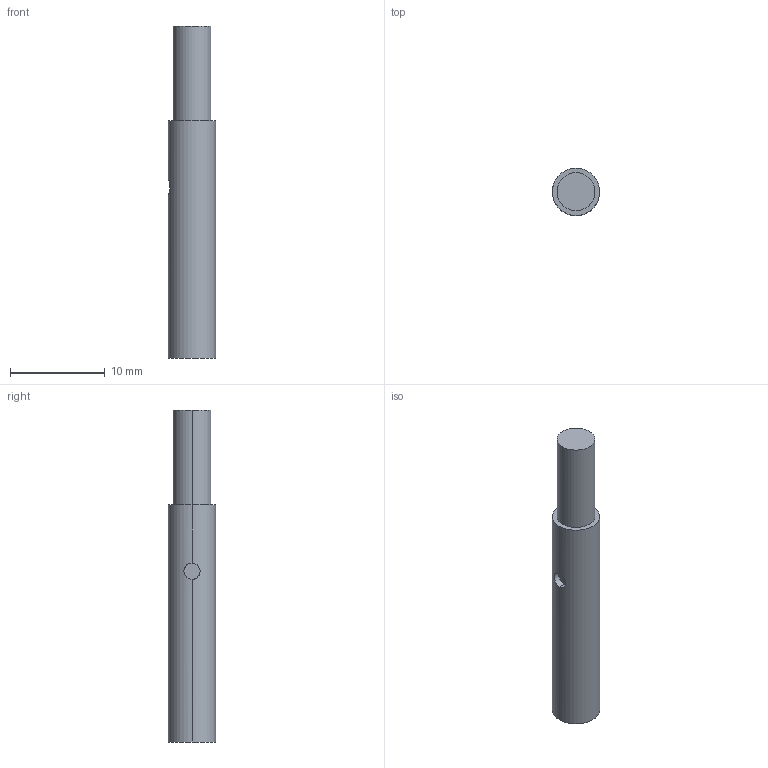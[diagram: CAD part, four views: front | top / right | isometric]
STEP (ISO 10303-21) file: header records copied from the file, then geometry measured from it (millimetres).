
FILE_DESCRIPTION((''),'2;1');
FILE_NAME('DM_CAD-0695B','2015-07-17T',('Creinig-se'),(''),'PRO/ENGINEER BY PARAMETRIC TECHNOLOGY CORPORATION, 2013050','PRO/ENGINEER BY PARAMETRIC TECHNOLOGY CORPORATION, 2013050','');
FILE_SCHEMA(('CONFIG_CONTROL_DESIGN'));
Length unit declared in the file: millimetre
Products named in the file (1): DM_CAD-0695B
Bounding box: 5 x 5 x 35 mm (x, y, z)
Volume: 614.9 mm3; surface area: 561.2 mm2
Topology: 1 solids, 1 shells, 10 faces, 71 edges, 68 vertices
Faces by surface type: cylinder 6, plane 4
Entity records: 1039 total; most frequent: CARTESIAN_POINT 122, DIRECTION 117, PRESENTATION_STYLE_ASSIGNMENT 89, STYLED_ITEM 85, CURVE_STYLE 78, TRIMMED_CURVE 52, COMPOSITE_CURVE_SEGMENT 48, VECTOR 43
